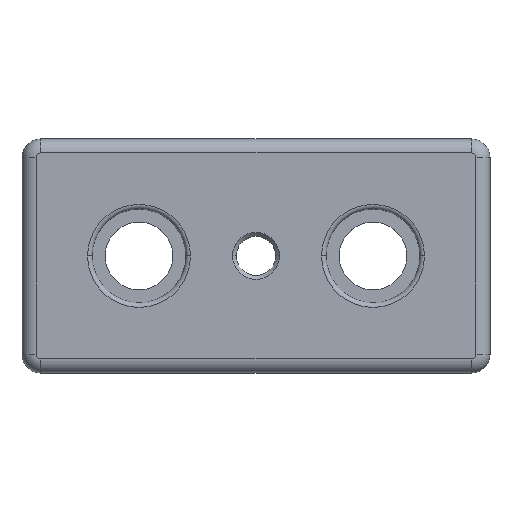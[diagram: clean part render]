
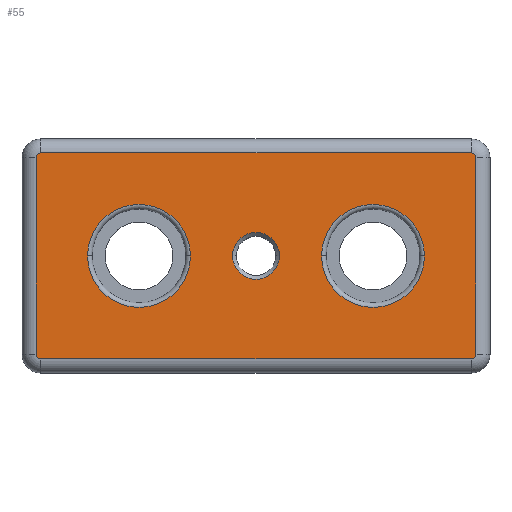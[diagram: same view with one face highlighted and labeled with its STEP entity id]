
A CAD part, top view. The second image highlights one B-rep face of the part: STEP entity #55.
In plain terms, the highlighted planar face has unit normal (0, 0, 1).
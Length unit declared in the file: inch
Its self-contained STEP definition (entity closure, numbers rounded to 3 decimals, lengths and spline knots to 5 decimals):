
#55 = ADVANCED_FACE ( 'NONE', ( #4331, #4322, #4338, #4345 ), #4746, .F. ) ;
#82 = ORIENTED_EDGE ( 'NONE', *, *, #2889, .F. ) ;
#102 = ORIENTED_EDGE ( 'NONE', *, *, #1810, .F. ) ;
#185 = VERTEX_POINT ( 'NONE', #364 ) ;
#241 = VERTEX_POINT ( 'NONE', #3674 ) ;
#339 = ORIENTED_EDGE ( 'NONE', *, *, #2857, .F. ) ;
#357 = AXIS2_PLACEMENT_3D ( 'NONE', #4057, #4072, #4047 ) ;
#364 = CARTESIAN_POINT ( 'NONE',  ( -1.41732, 0., 0.62992 ) ) ;
#392 = DIRECTION ( 'NONE',  ( -1., 0., 0. ) ) ;
#409 = VERTEX_POINT ( 'NONE', #3578 ) ;
#542 = VERTEX_POINT ( 'NONE', #3478 ) ;
#543 = CARTESIAN_POINT ( 'NONE',  ( 1.85039, 0.82677, 0.62992 ) ) ;
#721 = VERTEX_POINT ( 'NONE', #4203 ) ;
#917 = CARTESIAN_POINT ( 'NONE',  ( 0., 0., 0.62992 ) ) ;
#981 = AXIS2_PLACEMENT_3D ( 'NONE', #917, #4216, #2688 ) ;
#1014 = AXIS2_PLACEMENT_3D ( 'NONE', #4820, #4832, #4837 ) ;
#1029 = ORIENTED_EDGE ( 'NONE', *, *, #2871, .F. ) ;
#1057 = AXIS2_PLACEMENT_3D ( 'NONE', #4110, #1651, #4097 ) ;
#1117 = EDGE_LOOP ( 'NONE', ( #1174, #1720 ) ) ;
#1120 = CIRCLE ( 'NONE', #357, 0.43307 ) ;
#1135 = VERTEX_POINT ( 'NONE', #2720 ) ;
#1174 = ORIENTED_EDGE ( 'NONE', *, *, #3129, .F. ) ;
#1235 = DIRECTION ( 'NONE',  ( -1., 0., 0. ) ) ;
#1512 = CIRCLE ( 'NONE', #1014, 0.43307 ) ;
#1566 = ORIENTED_EDGE ( 'NONE', *, *, #2847, .F. ) ;
#1581 = EDGE_LOOP ( 'NONE', ( #1029, #102 ) ) ;
#1651 = DIRECTION ( 'NONE',  ( 0., 0., -1. ) ) ;
#1688 = VERTEX_POINT ( 'NONE', #5089 ) ;
#1720 = ORIENTED_EDGE ( 'NONE', *, *, #1765, .F. ) ;
#1721 = DIRECTION ( 'NONE',  ( 0., 0., -1. ) ) ;
#1744 = AXIS2_PLACEMENT_3D ( 'NONE', #4755, #3688, #1235 ) ;
#1765 = EDGE_CURVE ( 'NONE', #721, #185, #1512, .T. ) ;
#1810 = EDGE_CURVE ( 'NONE', #4823, #1688, #1120, .T. ) ;
#1871 = CIRCLE ( 'NONE', #4435, 0.03937 ) ;
#1938 = VERTEX_POINT ( 'NONE', #3259 ) ;
#1977 = VERTEX_POINT ( 'NONE', #2914 ) ;
#2083 = ORIENTED_EDGE ( 'NONE', *, *, #2872, .F. ) ;
#2560 = ORIENTED_EDGE ( 'NONE', *, *, #2899, .F. ) ;
#2688 = DIRECTION ( 'NONE',  ( 1., 0., 0. ) ) ;
#2720 = CARTESIAN_POINT ( 'NONE',  ( 1.81102, 0.86614, 0.62992 ) ) ;
#2747 = EDGE_LOOP ( 'NONE', ( #339, #3038, #1566, #82, #3524, #5096, #3913, #2560 ) ) ;
#2827 = EDGE_CURVE ( 'NONE', #1135, #4108, #1871, .T. ) ;
#2847 = EDGE_CURVE ( 'NONE', #241, #542, #4749, .T. ) ;
#2857 = EDGE_CURVE ( 'NONE', #409, #1977, #5171, .T. ) ;
#2871 = EDGE_CURVE ( 'NONE', #1688, #4823, #5083, .T. ) ;
#2872 = EDGE_CURVE ( 'NONE', #4912, #4715, #4503, .T. ) ;
#2881 = EDGE_CURVE ( 'NONE', #1938, #1135, #4586, .T. ) ;
#2889 = EDGE_CURVE ( 'NONE', #4108, #241, #4333, .T. ) ;
#2891 = EDGE_CURVE ( 'NONE', #542, #409, #4583, .T. ) ;
#2899 = EDGE_CURVE ( 'NONE', #1977, #2942, #4329, .T. ) ;
#2905 = CARTESIAN_POINT ( 'NONE',  ( 0.19685, 0., 0.62992 ) ) ;
#2909 = EDGE_CURVE ( 'NONE', #2942, #1938, #4705, .T. ) ;
#2914 = CARTESIAN_POINT ( 'NONE',  ( -1.85039, -0.82677, 0.62992 ) ) ;
#2920 = AXIS2_PLACEMENT_3D ( 'NONE', #4060, #1721, #4244 ) ;
#2933 = EDGE_LOOP ( 'NONE', ( #2083, #4554 ) ) ;
#2942 = VERTEX_POINT ( 'NONE', #4822 ) ;
#2960 = EDGE_CURVE ( 'NONE', #4715, #4912, #4317, .T. ) ;
#3038 = ORIENTED_EDGE ( 'NONE', *, *, #2891, .F. ) ;
#3129 = EDGE_CURVE ( 'NONE', #185, #721, #3339, .T. ) ;
#3194 = AXIS2_PLACEMENT_3D ( 'NONE', #3621, #3594, #3577 ) ;
#3259 = CARTESIAN_POINT ( 'NONE',  ( -1.81102, 0.86614, 0.62992 ) ) ;
#3339 = CIRCLE ( 'NONE', #3194, 0.43307 ) ;
#3394 = CARTESIAN_POINT ( 'NONE',  ( -0.19685, 0., 0.62992 ) ) ;
#3459 = CARTESIAN_POINT ( 'NONE',  ( 1.9685, 0.86614, 0.62992 ) ) ;
#3478 = CARTESIAN_POINT ( 'NONE',  ( 1.81102, -0.86614, 0.62992 ) ) ;
#3524 = ORIENTED_EDGE ( 'NONE', *, *, #2827, .F. ) ;
#3577 = DIRECTION ( 'NONE',  ( -1., 0., 0. ) ) ;
#3578 = CARTESIAN_POINT ( 'NONE',  ( -1.81102, -0.86614, 0.62992 ) ) ;
#3594 = DIRECTION ( 'NONE',  ( 0., 0., 1. ) ) ;
#3621 = CARTESIAN_POINT ( 'NONE',  ( -0.98425, 0., 0.62992 ) ) ;
#3647 = DIRECTION ( 'NONE',  ( 0., 0., -1. ) ) ;
#3670 = AXIS2_PLACEMENT_3D ( 'NONE', #4548, #3647, #392 ) ;
#3671 = CARTESIAN_POINT ( 'NONE',  ( 1.85039, -0.98425, 0.62992 ) ) ;
#3674 = CARTESIAN_POINT ( 'NONE',  ( 1.85039, -0.82677, 0.62992 ) ) ;
#3688 = DIRECTION ( 'NONE',  ( 0., 0., 1. ) ) ;
#3844 = DIRECTION ( 'NONE',  ( -1., 0., 0. ) ) ;
#3913 = ORIENTED_EDGE ( 'NONE', *, *, #2909, .F. ) ;
#3959 = AXIS2_PLACEMENT_3D ( 'NONE', #4525, #4514, #4510 ) ;
#4042 = CARTESIAN_POINT ( 'NONE',  ( 1.81102, 0.82677, 0.62992 ) ) ;
#4047 = DIRECTION ( 'NONE',  ( -1., 0., 0. ) ) ;
#4057 = CARTESIAN_POINT ( 'NONE',  ( 0.98425, 0., 0.62992 ) ) ;
#4060 = CARTESIAN_POINT ( 'NONE',  ( -1.81102, -0.82677, 0.62992 ) ) ;
#4072 = DIRECTION ( 'NONE',  ( 0., 0., 1. ) ) ;
#4097 = DIRECTION ( 'NONE',  ( -1., 0., 0. ) ) ;
#4108 = VERTEX_POINT ( 'NONE', #543 ) ;
#4110 = CARTESIAN_POINT ( 'NONE',  ( 1.9685, -0.98425, 0.62992 ) ) ;
#4155 = AXIS2_PLACEMENT_3D ( 'NONE', #5078, #5069, #5062 ) ;
#4203 = CARTESIAN_POINT ( 'NONE',  ( -0.55118, 0., 0.62992 ) ) ;
#4216 = DIRECTION ( 'NONE',  ( 0., 0., 1. ) ) ;
#4244 = DIRECTION ( 'NONE',  ( -1., 0., 0. ) ) ;
#4247 = VECTOR ( 'NONE', #5137, 39.37008 ) ;
#4317 = CIRCLE ( 'NONE', #3959, 0.19685 ) ;
#4322 = FACE_BOUND ( 'NONE', #2933, .T. ) ;
#4329 = LINE ( 'NONE', #4560, #4247 ) ;
#4331 = FACE_OUTER_BOUND ( 'NONE', #2747, .T. ) ;
#4333 = LINE ( 'NONE', #3671, #5173 ) ;
#4338 = FACE_BOUND ( 'NONE', #1581, .T. ) ;
#4341 = DIRECTION ( 'NONE',  ( 0., -1., 0. ) ) ;
#4345 = FACE_BOUND ( 'NONE', #1117, .T. ) ;
#4435 = AXIS2_PLACEMENT_3D ( 'NONE', #4042, #5131, #3844 ) ;
#4503 = CIRCLE ( 'NONE', #981, 0.19685 ) ;
#4510 = DIRECTION ( 'NONE',  ( 1., 0., 0. ) ) ;
#4514 = DIRECTION ( 'NONE',  ( 0., 0., 1. ) ) ;
#4525 = CARTESIAN_POINT ( 'NONE',  ( 0., 0., 0.62992 ) ) ;
#4548 = CARTESIAN_POINT ( 'NONE',  ( 1.81102, -0.82677, 0.62992 ) ) ;
#4554 = ORIENTED_EDGE ( 'NONE', *, *, #2960, .F. ) ;
#4560 = CARTESIAN_POINT ( 'NONE',  ( -1.85039, -0.98425, 0.62992 ) ) ;
#4583 = LINE ( 'NONE', #4595, #5141 ) ;
#4586 = LINE ( 'NONE', #3459, #4883 ) ;
#4595 = CARTESIAN_POINT ( 'NONE',  ( 1.9685, -0.86614, 0.62992 ) ) ;
#4622 = CARTESIAN_POINT ( 'NONE',  ( 1.41732, 0., 0.62992 ) ) ;
#4705 = CIRCLE ( 'NONE', #4155, 0.03937 ) ;
#4715 = VERTEX_POINT ( 'NONE', #3394 ) ;
#4746 = PLANE ( 'NONE',  #1057 ) ;
#4749 = CIRCLE ( 'NONE', #3670, 0.03937 ) ;
#4755 = CARTESIAN_POINT ( 'NONE',  ( 0.98425, 0., 0.62992 ) ) ;
#4775 = DIRECTION ( 'NONE',  ( 1., 0., 0. ) ) ;
#4820 = CARTESIAN_POINT ( 'NONE',  ( -0.98425, 0., 0.62992 ) ) ;
#4822 = CARTESIAN_POINT ( 'NONE',  ( -1.85039, 0.82677, 0.62992 ) ) ;
#4823 = VERTEX_POINT ( 'NONE', #4622 ) ;
#4832 = DIRECTION ( 'NONE',  ( 0., 0., 1. ) ) ;
#4837 = DIRECTION ( 'NONE',  ( -1., 0., 0. ) ) ;
#4883 = VECTOR ( 'NONE', #4775, 39.37008 ) ;
#4912 = VERTEX_POINT ( 'NONE', #2905 ) ;
#5062 = DIRECTION ( 'NONE',  ( -1., 0., 0. ) ) ;
#5069 = DIRECTION ( 'NONE',  ( 0., 0., -1. ) ) ;
#5078 = CARTESIAN_POINT ( 'NONE',  ( -1.81102, 0.82677, 0.62992 ) ) ;
#5083 = CIRCLE ( 'NONE', #1744, 0.43307 ) ;
#5089 = CARTESIAN_POINT ( 'NONE',  ( 0.55118, 0., 0.62992 ) ) ;
#5096 = ORIENTED_EDGE ( 'NONE', *, *, #2881, .F. ) ;
#5131 = DIRECTION ( 'NONE',  ( 0., 0., -1. ) ) ;
#5137 = DIRECTION ( 'NONE',  ( 0., 1., 0. ) ) ;
#5141 = VECTOR ( 'NONE', #5149, 39.37008 ) ;
#5149 = DIRECTION ( 'NONE',  ( -1., 0., 0. ) ) ;
#5171 = CIRCLE ( 'NONE', #2920, 0.03937 ) ;
#5173 = VECTOR ( 'NONE', #4341, 39.37008 ) ;
